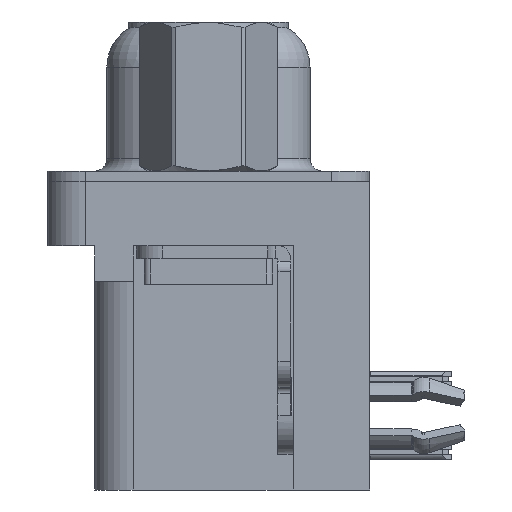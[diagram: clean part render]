
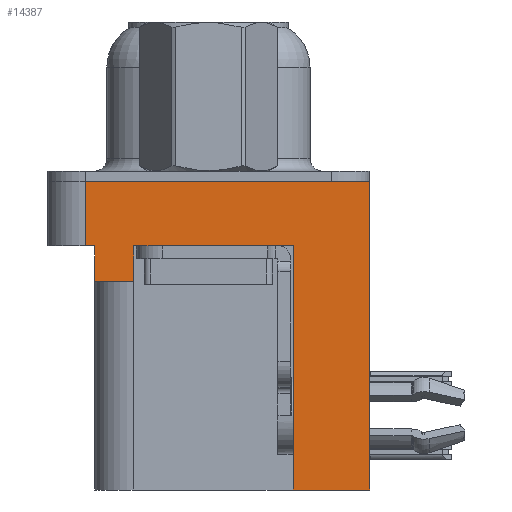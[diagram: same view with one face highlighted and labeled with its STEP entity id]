
A CAD part, left-side view. The second image highlights one B-rep face of the part: STEP entity #14387.
In plain terms, the highlighted planar face has unit normal (-1, 0, 0).
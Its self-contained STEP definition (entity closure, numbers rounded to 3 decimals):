
#696 = EDGE_LOOP ( 'NONE', ( #731, #5877, #40403, #2604, #30503, #22677, #26797, #3237, #17028, #36725 ) ) ;
#731 = ORIENTED_EDGE ( 'NONE', *, *, #5164, .F. ) ;
#1453 = VERTEX_POINT ( 'NONE', #24149 ) ;
#1608 = VECTOR ( 'NONE', #11438, 1000. ) ;
#2387 = EDGE_CURVE ( 'NONE', #10075, #13413, #27410, .T. ) ;
#2604 = ORIENTED_EDGE ( 'NONE', *, *, #37575, .F. ) ;
#2994 = CARTESIAN_POINT ( 'NONE',  ( -2.91, 2.895, -2.5 ) ) ;
#3185 = CARTESIAN_POINT ( 'NONE',  ( -2.91, -3.295, -12. ) ) ;
#3237 = ORIENTED_EDGE ( 'NONE', *, *, #20451, .F. ) ;
#3484 = DIRECTION ( 'NONE',  ( 0., -1., 0. ) ) ;
#3730 = VECTOR ( 'NONE', #12145, 1000. ) ;
#5164 = EDGE_CURVE ( 'NONE', #1453, #42381, #20563, .T. ) ;
#5877 = ORIENTED_EDGE ( 'NONE', *, *, #9687, .F. ) ;
#5954 = VERTEX_POINT ( 'NONE', #40994 ) ;
#7276 = VECTOR ( 'NONE', #19004, 1000. ) ;
#7550 = EDGE_CURVE ( 'NONE', #8782, #5954, #12745, .T. ) ;
#8114 = LINE ( 'NONE', #3185, #38945 ) ;
#8137 = CARTESIAN_POINT ( 'NONE',  ( -2.91, -6.275, -2.5 ) ) ;
#8570 = CARTESIAN_POINT ( 'NONE',  ( -2.91, 2.895, -3.9 ) ) ;
#8782 = VERTEX_POINT ( 'NONE', #18520 ) ;
#9347 = AXIS2_PLACEMENT_3D ( 'NONE', #26433, #23422, #23271 ) ;
#9687 = EDGE_CURVE ( 'NONE', #10075, #1453, #20757, .T. ) ;
#9989 = DIRECTION ( 'NONE',  ( 0., 1., 0. ) ) ;
#10075 = VERTEX_POINT ( 'NONE', #15619 ) ;
#10081 = VERTEX_POINT ( 'NONE', #39038 ) ;
#10594 = EDGE_CURVE ( 'NONE', #23545, #10081, #28448, .T. ) ;
#11438 = DIRECTION ( 'NONE',  ( 0., -1., 0. ) ) ;
#11824 = VECTOR ( 'NONE', #3484, 1000. ) ;
#12145 = DIRECTION ( 'NONE',  ( 0., 0., 1. ) ) ;
#12745 = LINE ( 'NONE', #37121, #32782 ) ;
#13185 = CARTESIAN_POINT ( 'NONE',  ( -2.91, -6.275, 0. ) ) ;
#13413 = VERTEX_POINT ( 'NONE', #20531 ) ;
#14387 = ADVANCED_FACE ( 'NONE', ( #31841 ), #29877, .T. ) ;
#14853 = EDGE_CURVE ( 'NONE', #24665, #35480, #8114, .T. ) ;
#15619 = CARTESIAN_POINT ( 'NONE',  ( -2.91, 4.775, -2.5 ) ) ;
#16679 = CARTESIAN_POINT ( 'NONE',  ( -2.91, -3.295, -12. ) ) ;
#17028 = ORIENTED_EDGE ( 'NONE', *, *, #14853, .F. ) ;
#17123 = CARTESIAN_POINT ( 'NONE',  ( -2.91, -6.275, -12. ) ) ;
#18043 = LINE ( 'NONE', #28598, #25803 ) ;
#18520 = CARTESIAN_POINT ( 'NONE',  ( -2.91, 2.895, -3.9 ) ) ;
#19004 = DIRECTION ( 'NONE',  ( 0., 0., 1. ) ) ;
#20451 = EDGE_CURVE ( 'NONE', #35480, #10081, #40718, .T. ) ;
#20531 = CARTESIAN_POINT ( 'NONE',  ( -2.91, 4.425, -2.5 ) ) ;
#20563 = LINE ( 'NONE', #13185, #11824 ) ;
#20757 = LINE ( 'NONE', #38671, #24381 ) ;
#21300 = LINE ( 'NONE', #8570, #3730 ) ;
#22205 = VECTOR ( 'NONE', #33078, 1000. ) ;
#22299 = CARTESIAN_POINT ( 'NONE',  ( -2.91, -6.275, -2.5 ) ) ;
#22677 = ORIENTED_EDGE ( 'NONE', *, *, #26903, .T. ) ;
#23271 = DIRECTION ( 'NONE',  ( 0., 0., 1. ) ) ;
#23331 = EDGE_CURVE ( 'NONE', #24665, #42381, #41801, .T. ) ;
#23422 = DIRECTION ( 'NONE',  ( -1., 0., 0. ) ) ;
#23545 = VERTEX_POINT ( 'NONE', #2994 ) ;
#24149 = CARTESIAN_POINT ( 'NONE',  ( -2.91, 4.775, 0. ) ) ;
#24275 = CARTESIAN_POINT ( 'NONE',  ( -2.91, -3.295, -12. ) ) ;
#24381 = VECTOR ( 'NONE', #28222, 1000. ) ;
#24665 = VERTEX_POINT ( 'NONE', #17123 ) ;
#25803 = VECTOR ( 'NONE', #35358, 1000. ) ;
#26433 = CARTESIAN_POINT ( 'NONE',  ( -2.91, -6.275, -2.5 ) ) ;
#26797 = ORIENTED_EDGE ( 'NONE', *, *, #10594, .T. ) ;
#26903 = EDGE_CURVE ( 'NONE', #8782, #23545, #21300, .T. ) ;
#27410 = LINE ( 'NONE', #8137, #1608 ) ;
#28222 = DIRECTION ( 'NONE',  ( 0., 0., 1. ) ) ;
#28448 = LINE ( 'NONE', #30159, #41272 ) ;
#28598 = CARTESIAN_POINT ( 'NONE',  ( -2.91, 4.425, -3.9 ) ) ;
#29877 = PLANE ( 'NONE',  #9347 ) ;
#30159 = CARTESIAN_POINT ( 'NONE',  ( -2.91, -6.275, -2.5 ) ) ;
#30503 = ORIENTED_EDGE ( 'NONE', *, *, #7550, .F. ) ;
#31841 = FACE_OUTER_BOUND ( 'NONE', #696, .T. ) ;
#32782 = VECTOR ( 'NONE', #34285, 1000. ) ;
#33078 = DIRECTION ( 'NONE',  ( 0., 0., 1. ) ) ;
#34285 = DIRECTION ( 'NONE',  ( 0., 1., 0. ) ) ;
#35358 = DIRECTION ( 'NONE',  ( 0., 0., 1. ) ) ;
#35480 = VERTEX_POINT ( 'NONE', #24275 ) ;
#36725 = ORIENTED_EDGE ( 'NONE', *, *, #23331, .T. ) ;
#37121 = CARTESIAN_POINT ( 'NONE',  ( -2.91, 4.425, -3.9 ) ) ;
#37575 = EDGE_CURVE ( 'NONE', #5954, #13413, #18043, .T. ) ;
#38671 = CARTESIAN_POINT ( 'NONE',  ( -2.91, 4.775, -2.5 ) ) ;
#38945 = VECTOR ( 'NONE', #9989, 1000. ) ;
#39038 = CARTESIAN_POINT ( 'NONE',  ( -2.91, -3.295, -2.5 ) ) ;
#40095 = DIRECTION ( 'NONE',  ( 0., -1., 0. ) ) ;
#40403 = ORIENTED_EDGE ( 'NONE', *, *, #2387, .T. ) ;
#40718 = LINE ( 'NONE', #16679, #22205 ) ;
#40994 = CARTESIAN_POINT ( 'NONE',  ( -2.91, 4.425, -3.9 ) ) ;
#41272 = VECTOR ( 'NONE', #40095, 1000. ) ;
#41801 = LINE ( 'NONE', #22299, #7276 ) ;
#42058 = CARTESIAN_POINT ( 'NONE',  ( -2.91, -6.275, 0. ) ) ;
#42381 = VERTEX_POINT ( 'NONE', #42058 ) ;
